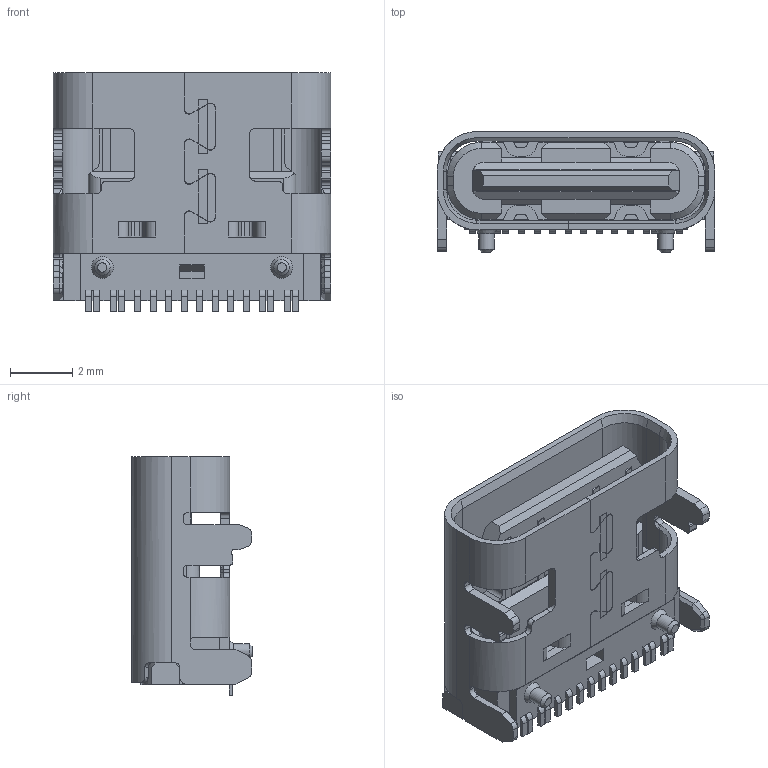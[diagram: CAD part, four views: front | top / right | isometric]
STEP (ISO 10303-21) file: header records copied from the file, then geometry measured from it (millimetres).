
FILE_DESCRIPTION(/* description */ ('STEP AP214'),/* implementation_level */ '2;1');
FILE_NAME(/* name */ 'USB4105-GF-A-060',/* time_stamp */ '2024-12-02T22:49:46+01:00',/* author */ ('License CC BY-ND 4.0'),/* organization */ ('CADENAS'),/* preprocessor_version */ 'ST-DEVELOPER v19.3',/* originating_system */ 'PARTsolutions',/* authorisation */ ' ');
FILE_SCHEMA (('AUTOMOTIVE_DESIGN {1 0 10303 214 3 1 1}'));
Length unit declared in the file: millimetre
Products named in the file (3): USB4105-GF-A-060; USB4105-GF-A-060_PART1; USB4105-GF-A-060_PART2
Assembly tree (2 placements, depth 2):
  USB4105-GF-A-060
    USB4105-GF-A-060_PART1
    USB4105-GF-A-060_PART2
Bounding box: 8.94 x 3.89 x 7.7 mm (x, y, z)
Volume: 113.3 mm3; surface area: 481.1 mm2
Topology: 2 solids, 2 shells, 816 faces, 2302 edges, 1486 vertices
Faces by surface type: plane 619, cylinder 150, cone 38, bspline 9
Full cylindrical faces by diameter (mm): 0.5 x2
Entity records: 29014 total; most frequent: CARTESIAN_POINT 5243, ORIENTED_EDGE 4580, DIRECTION 4204, EDGE_CURVE 2290, LINE 1896, VECTOR 1896, VERTEX_POINT 1480, AXIS2_PLACEMENT_3D 1154
